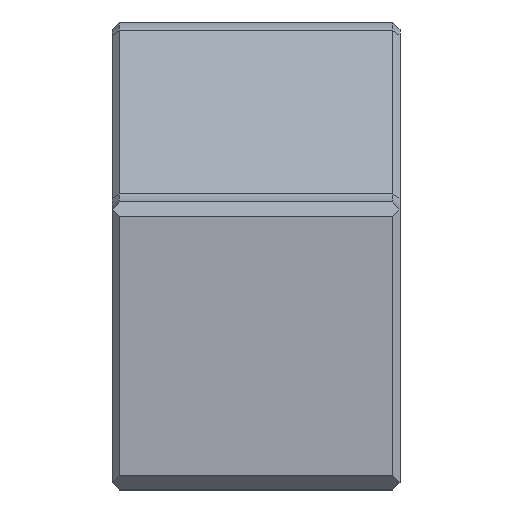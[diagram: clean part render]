
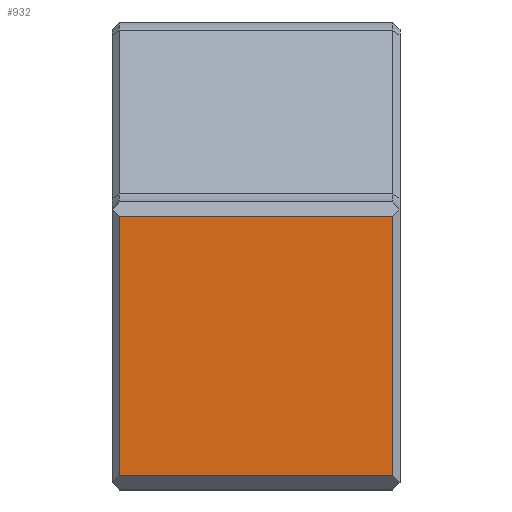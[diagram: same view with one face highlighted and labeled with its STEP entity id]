
A CAD part, front view. The second image highlights one B-rep face of the part: STEP entity #932.
In plain terms, the highlighted planar face has unit normal (0, -1, 0).
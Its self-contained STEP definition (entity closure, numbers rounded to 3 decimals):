
#93 = DIRECTION ( 'NONE',  ( -1., 0., 0. ) ) ;
#116 = EDGE_CURVE ( 'NONE', #567, #1911, #1056, .T. ) ;
#131 = EDGE_CURVE ( 'NONE', #1911, #2013, #1253, .T. ) ;
#135 = CARTESIAN_POINT ( 'NONE',  ( -9.5, 0., -1. ) ) ;
#244 = EDGE_CURVE ( 'NONE', #2013, #775, #341, .T. ) ;
#293 = DIRECTION ( 'NONE',  ( 0., 0., -1. ) ) ;
#325 = CARTESIAN_POINT ( 'NONE',  ( -10., 0., -20. ) ) ;
#341 = LINE ( 'NONE', #1111, #1184 ) ;
#393 = VECTOR ( 'NONE', #293, 1000. ) ;
#567 = VERTEX_POINT ( 'NONE', #1088 ) ;
#637 = VECTOR ( 'NONE', #93, 1000. ) ;
#775 = VERTEX_POINT ( 'NONE', #1998 ) ;
#893 = LINE ( 'NONE', #1661, #1646 ) ;
#932 = ADVANCED_FACE ( 'NONE', ( #1284 ), #2064, .F. ) ;
#1056 = LINE ( 'NONE', #1826, #637 ) ;
#1088 = CARTESIAN_POINT ( 'NONE',  ( 9.5, 0., -1. ) ) ;
#1095 = DIRECTION ( 'NONE',  ( 0., 1., 0. ) ) ;
#1111 = CARTESIAN_POINT ( 'NONE',  ( -10., 0., -19. ) ) ;
#1113 = ORIENTED_EDGE ( 'NONE', *, *, #1399, .T. ) ;
#1184 = VECTOR ( 'NONE', #1889, 1000. ) ;
#1216 = ORIENTED_EDGE ( 'NONE', *, *, #131, .T. ) ;
#1253 = LINE ( 'NONE', #2031, #393 ) ;
#1284 = FACE_OUTER_BOUND ( 'NONE', #2049, .T. ) ;
#1399 = EDGE_CURVE ( 'NONE', #775, #567, #893, .T. ) ;
#1406 = AXIS2_PLACEMENT_3D ( 'NONE', #325, #1095, #1872 ) ;
#1522 = CARTESIAN_POINT ( 'NONE',  ( -9.5, 0., -19. ) ) ;
#1646 = VECTOR ( 'NONE', #2439, 1000. ) ;
#1661 = CARTESIAN_POINT ( 'NONE',  ( 9.5, 0., -20. ) ) ;
#1709 = ORIENTED_EDGE ( 'NONE', *, *, #116, .T. ) ;
#1826 = CARTESIAN_POINT ( 'NONE',  ( -10., 0., -1. ) ) ;
#1872 = DIRECTION ( 'NONE',  ( 0., 0., 1. ) ) ;
#1889 = DIRECTION ( 'NONE',  ( 1., 0., 0. ) ) ;
#1911 = VERTEX_POINT ( 'NONE', #135 ) ;
#1998 = CARTESIAN_POINT ( 'NONE',  ( 9.5, 0., -19. ) ) ;
#2013 = VERTEX_POINT ( 'NONE', #1522 ) ;
#2031 = CARTESIAN_POINT ( 'NONE',  ( -9.5, 0., -19. ) ) ;
#2049 = EDGE_LOOP ( 'NONE', ( #2218, #1113, #1709, #1216 ) ) ;
#2064 = PLANE ( 'NONE',  #1406 ) ;
#2218 = ORIENTED_EDGE ( 'NONE', *, *, #244, .T. ) ;
#2439 = DIRECTION ( 'NONE',  ( 0., 0., 1. ) ) ;
